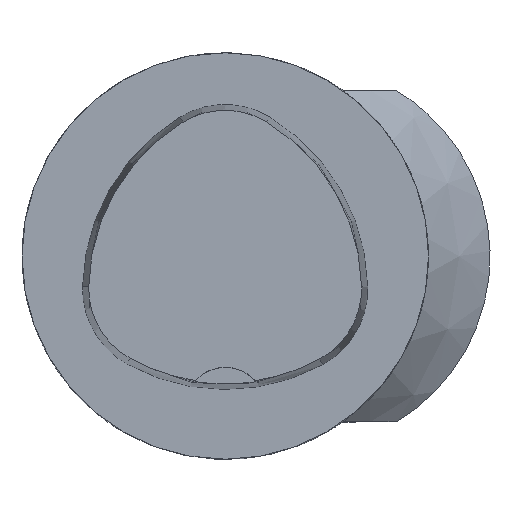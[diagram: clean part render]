
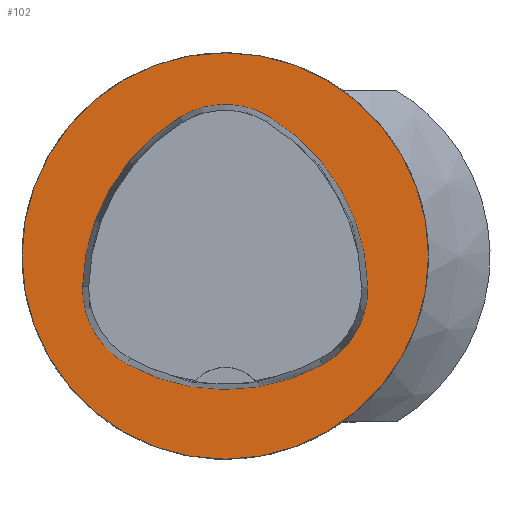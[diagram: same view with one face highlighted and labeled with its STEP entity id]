
A CAD part, top view. The second image highlights one B-rep face of the part: STEP entity #102.
In plain terms, the highlighted planar face has unit normal (0, 0, 1).
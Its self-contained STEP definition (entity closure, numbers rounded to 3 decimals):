
#44=PLANE('',#773);
#102=ADVANCED_FACE('',(#221,#222),#44,.T.);
#221=FACE_BOUND('',#279,.T.);
#222=FACE_BOUND('',#280,.T.);
#279=EDGE_LOOP('',(#395,#396,#397,#398,#399,#400));
#280=EDGE_LOOP('',(#401));
#395=ORIENTED_EDGE('',*,*,#614,.T.);
#396=ORIENTED_EDGE('',*,*,#594,.T.);
#397=ORIENTED_EDGE('',*,*,#598,.T.);
#398=ORIENTED_EDGE('',*,*,#601,.T.);
#399=ORIENTED_EDGE('',*,*,#604,.T.);
#400=ORIENTED_EDGE('',*,*,#612,.T.);
#401=ORIENTED_EDGE('',*,*,#581,.F.);
#516=VERTEX_POINT('',#1080);
#529=VERTEX_POINT('',#1158);
#530=VERTEX_POINT('',#1159);
#533=VERTEX_POINT('',#1167);
#535=VERTEX_POINT('',#1173);
#537=VERTEX_POINT('',#1179);
#544=VERTEX_POINT('',#1200);
#581=EDGE_CURVE('',#516,#516,#666,.T.);
#594=EDGE_CURVE('',#529,#530,#669,.T.);
#598=EDGE_CURVE('',#530,#533,#671,.T.);
#601=EDGE_CURVE('',#533,#535,#673,.T.);
#604=EDGE_CURVE('',#535,#537,#675,.T.);
#612=EDGE_CURVE('',#537,#544,#679,.T.);
#614=EDGE_CURVE('',#544,#529,#681,.T.);
#666=CIRCLE('',#745,20.);
#669=CIRCLE('',#751,20.);
#671=CIRCLE('',#754,8.5);
#673=CIRCLE('',#757,20.);
#675=CIRCLE('',#760,8.5);
#679=CIRCLE('',#765,20.);
#681=CIRCLE('',#768,8.5);
#745=AXIS2_PLACEMENT_3D('',#1079,#852,#853);
#751=AXIS2_PLACEMENT_3D('',#1157,#866,#867);
#754=AXIS2_PLACEMENT_3D('',#1166,#874,#875);
#757=AXIS2_PLACEMENT_3D('',#1172,#881,#882);
#760=AXIS2_PLACEMENT_3D('',#1178,#888,#889);
#765=AXIS2_PLACEMENT_3D('',#1201,#900,#901);
#768=AXIS2_PLACEMENT_3D('',#1204,#906,#907);
#773=AXIS2_PLACEMENT_3D('',#1209,#916,#917);
#852=DIRECTION('',(0.,0.,-1.));
#853=DIRECTION('',(-1.,0.,0.));
#866=DIRECTION('',(0.,0.,-1.));
#867=DIRECTION('',(-1.,0.,0.));
#874=DIRECTION('',(0.,0.,-1.));
#875=DIRECTION('',(-1.,0.,0.));
#881=DIRECTION('',(0.,0.,-1.));
#882=DIRECTION('',(-1.,0.,0.));
#888=DIRECTION('',(0.,0.,-1.));
#889=DIRECTION('',(-1.,0.,0.));
#900=DIRECTION('',(0.,0.,-1.));
#901=DIRECTION('',(-1.,0.,0.));
#906=DIRECTION('',(0.,0.,-1.));
#907=DIRECTION('',(-1.,0.,0.));
#916=DIRECTION('',(0.,0.,1.));
#917=DIRECTION('',(1.,0.,0.));
#1079=CARTESIAN_POINT('',(0.,0.,0.));
#1080=CARTESIAN_POINT('',(-20.,0.,0.));
#1157=CARTESIAN_POINT('',(5.955,-3.414,0.));
#1158=CARTESIAN_POINT('',(-14.041,-3.042,0.));
#1159=CARTESIAN_POINT('',(-4.472,13.653,0.));
#1166=CARTESIAN_POINT('',(-0.04,6.4,0.));
#1167=CARTESIAN_POINT('',(4.347,13.68,0.));
#1172=CARTESIAN_POINT('',(-5.976,-3.45,0.));
#1173=CARTESIAN_POINT('',(14.021,-3.075,0.));
#1178=CARTESIAN_POINT('',(5.522,-3.235,0.));
#1179=CARTESIAN_POINT('',(9.588,-10.699,0.));
#1200=CARTESIAN_POINT('',(-9.655,-10.639,0.));
#1201=CARTESIAN_POINT('',(0.022,6.864,0.));
#1204=CARTESIAN_POINT('',(-5.543,-3.2,0.));
#1209=CARTESIAN_POINT('',(0.,0.,0.));
